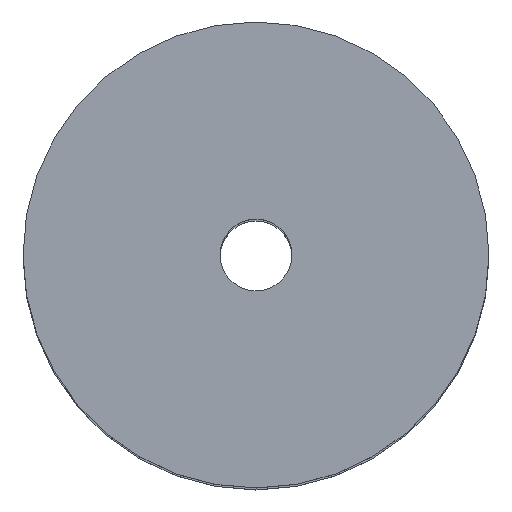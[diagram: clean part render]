
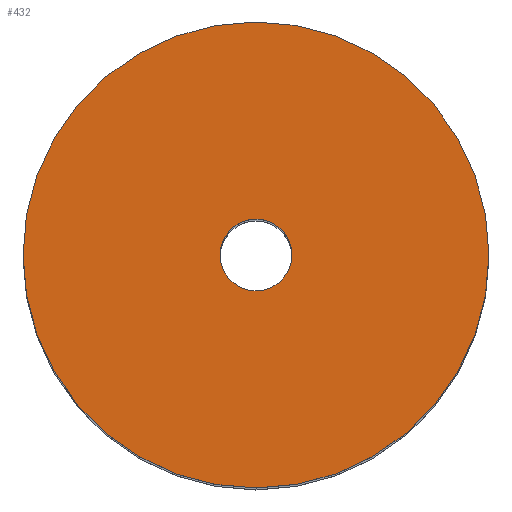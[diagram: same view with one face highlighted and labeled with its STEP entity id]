
A CAD part, top view. The second image highlights one B-rep face of the part: STEP entity #432.
In plain terms, the highlighted face is planar.
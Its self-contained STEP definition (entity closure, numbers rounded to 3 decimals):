
#117=PLANE('',#543);
#157=ORIENTED_EDGE('',*,*,#204,.T.);
#158=ORIENTED_EDGE('',*,*,#199,.F.);
#199=EDGE_CURVE('',#230,#230,#261,.T.);
#204=EDGE_CURVE('',#235,#235,#266,.T.);
#230=VERTEX_POINT('',#8598);
#235=VERTEX_POINT('',#8612);
#261=CIRCLE('',#535,65.);
#266=CIRCLE('',#544,10.);
#312=EDGE_LOOP('',(#157));
#313=EDGE_LOOP('',(#158));
#374=FACE_BOUND('',#312,.T.);
#375=FACE_BOUND('',#313,.T.);
#432=ADVANCED_FACE('',(#374,#375),#117,.F.);
#535=AXIS2_PLACEMENT_3D('',#8597,#609,#610);
#543=AXIS2_PLACEMENT_3D('',#8610,#625,#626);
#544=AXIS2_PLACEMENT_3D('',#8611,#627,#628);
#609=DIRECTION('',(0.,-1.,0.));
#610=DIRECTION('',(0.,0.,-1.));
#625=DIRECTION('',(0.,-1.,0.));
#626=DIRECTION('',(0.,0.,-1.));
#627=DIRECTION('',(0.,-1.,0.));
#628=DIRECTION('',(0.,0.,-1.));
#8597=CARTESIAN_POINT('',(0.,10.,0.));
#8598=CARTESIAN_POINT('',(0.,10.,-65.));
#8610=CARTESIAN_POINT('',(0.,10.,0.));
#8611=CARTESIAN_POINT('',(0.,10.,0.));
#8612=CARTESIAN_POINT('',(0.,10.,-10.));
